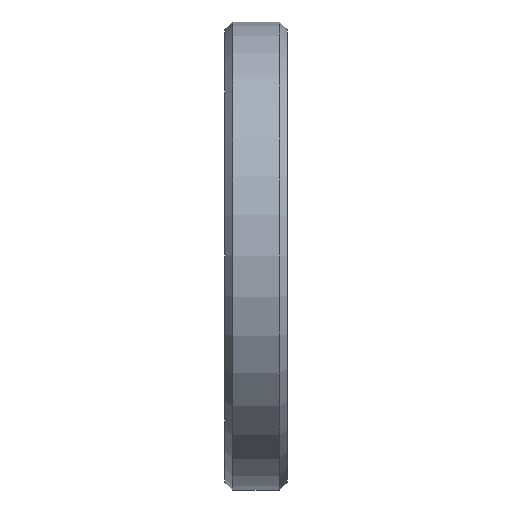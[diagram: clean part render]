
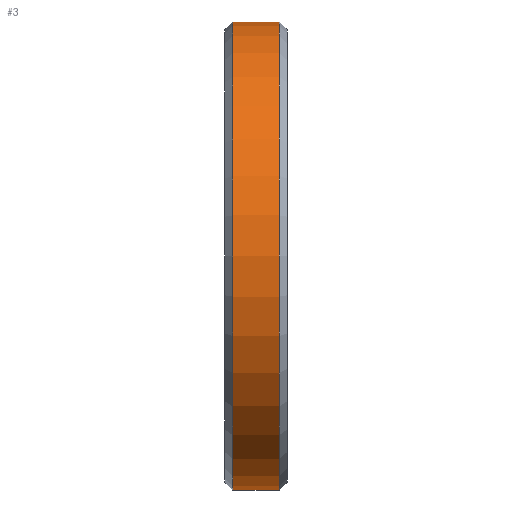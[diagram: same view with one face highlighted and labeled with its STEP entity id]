
A CAD part, left-side view. The second image highlights one B-rep face of the part: STEP entity #3.
In plain terms, the highlighted cylindrical face has radius 15 mm (diameter 30 mm), a partial arc.
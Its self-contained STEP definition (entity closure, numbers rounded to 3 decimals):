
#3 = ADVANCED_FACE ( 'NONE', ( #1306 ), #1277, .T. ) ;
#15 = VERTEX_POINT ( 'NONE', #1142 ) ;
#76 = VECTOR ( 'NONE', #456, 1000. ) ;
#96 = CARTESIAN_POINT ( 'NONE',  ( 0., 1.3, 15. ) ) ;
#154 = DIRECTION ( 'NONE',  ( 0., 1., 0. ) ) ;
#256 = CIRCLE ( 'NONE', #1740, 15. ) ;
#257 = EDGE_CURVE ( 'NONE', #796, #1222, #608, .T. ) ;
#338 = DIRECTION ( 'NONE',  ( 0., 0., -1. ) ) ;
#400 = EDGE_CURVE ( 'NONE', #1222, #1029, #890, .T. ) ;
#454 = ORIENTED_EDGE ( 'NONE', *, *, #1111, .F. ) ;
#456 = DIRECTION ( 'NONE',  ( 0., -1., 0. ) ) ;
#495 = CARTESIAN_POINT ( 'NONE',  ( 0., -1.7, 0. ) ) ;
#498 = DIRECTION ( 'NONE',  ( 0., 0., -1. ) ) ;
#600 = EDGE_LOOP ( 'NONE', ( #454, #1417, #1549, #1426 ) ) ;
#608 = CIRCLE ( 'NONE', #1406, 15. ) ;
#796 = VERTEX_POINT ( 'NONE', #96 ) ;
#863 = DIRECTION ( 'NONE',  ( 0., -1., 0. ) ) ;
#890 = LINE ( 'NONE', #1698, #76 ) ;
#1029 = VERTEX_POINT ( 'NONE', #1468 ) ;
#1074 = VECTOR ( 'NONE', #863, 1000. ) ;
#1079 = DIRECTION ( 'NONE',  ( 0., 0., 1. ) ) ;
#1111 = EDGE_CURVE ( 'NONE', #796, #15, #1341, .T. ) ;
#1142 = CARTESIAN_POINT ( 'NONE',  ( 0., -1.7, 15. ) ) ;
#1185 = CARTESIAN_POINT ( 'NONE',  ( 0., 1.8, 15. ) ) ;
#1222 = VERTEX_POINT ( 'NONE', #1244 ) ;
#1244 = CARTESIAN_POINT ( 'NONE',  ( 0., 1.3, -15. ) ) ;
#1277 = CYLINDRICAL_SURFACE ( 'NONE', #1594, 15. ) ;
#1306 = FACE_OUTER_BOUND ( 'NONE', #600, .T. ) ;
#1341 = LINE ( 'NONE', #1185, #1074 ) ;
#1385 = EDGE_CURVE ( 'NONE', #1029, #15, #256, .T. ) ;
#1406 = AXIS2_PLACEMENT_3D ( 'NONE', #1848, #1834, #1079 ) ;
#1417 = ORIENTED_EDGE ( 'NONE', *, *, #257, .T. ) ;
#1426 = ORIENTED_EDGE ( 'NONE', *, *, #1385, .T. ) ;
#1468 = CARTESIAN_POINT ( 'NONE',  ( 0., -1.7, -15. ) ) ;
#1549 = ORIENTED_EDGE ( 'NONE', *, *, #400, .T. ) ;
#1582 = DIRECTION ( 'NONE',  ( 0., -1., 0. ) ) ;
#1594 = AXIS2_PLACEMENT_3D ( 'NONE', #1931, #1582, #498 ) ;
#1698 = CARTESIAN_POINT ( 'NONE',  ( 0., 1.8, -15. ) ) ;
#1740 = AXIS2_PLACEMENT_3D ( 'NONE', #495, #154, #338 ) ;
#1834 = DIRECTION ( 'NONE',  ( 0., -1., 0. ) ) ;
#1848 = CARTESIAN_POINT ( 'NONE',  ( 0., 1.3, 0. ) ) ;
#1931 = CARTESIAN_POINT ( 'NONE',  ( 0., 1.8, 0. ) ) ;
